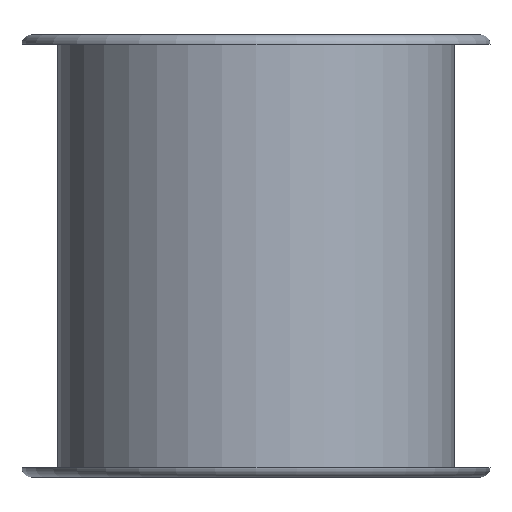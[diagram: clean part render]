
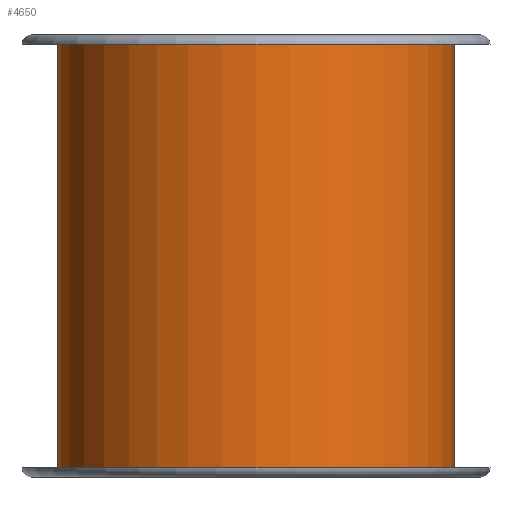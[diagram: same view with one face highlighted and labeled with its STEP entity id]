
A CAD part, front view. The second image highlights one B-rep face of the part: STEP entity #4650.
In plain terms, the highlighted cylindrical face has radius 107.5 mm (diameter 215 mm), a partial arc.
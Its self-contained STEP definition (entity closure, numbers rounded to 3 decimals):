
#423 = DIRECTION ( 'NONE',  ( 1., 0., 0. ) ) ;
#424 = DIRECTION ( 'NONE',  ( 0., 0., 1. ) ) ;
#425 = CARTESIAN_POINT ( 'NONE',  ( 0., 0., -5. ) ) ;
#426 = AXIS2_PLACEMENT_3D ( 'NONE', #425, #424, #423 ) ;
#427 = CIRCLE ( 'NONE', #426, 107.5 ) ;
#428 = CARTESIAN_POINT ( 'NONE',  ( -107.5, 0., -5. ) ) ;
#515 = CARTESIAN_POINT ( 'NONE',  ( 0., 0., -235. ) ) ;
#516 = AXIS2_PLACEMENT_3D ( 'NONE', #515, #578, #577 ) ;
#521 = CIRCLE ( 'NONE', #516, 107.5 ) ;
#553 = CARTESIAN_POINT ( 'NONE',  ( 107.5, 0., -5. ) ) ;
#577 = DIRECTION ( 'NONE',  ( 1., 0., 0. ) ) ;
#578 = DIRECTION ( 'NONE',  ( 0., 0., 1. ) ) ;
#586 = DIRECTION ( 'NONE',  ( 0., 0., 1. ) ) ;
#587 = VECTOR ( 'NONE', #586, 1000. ) ;
#588 = CARTESIAN_POINT ( 'NONE',  ( 107.5, 0., 42.986 ) ) ;
#589 = LINE ( 'NONE', #588, #587 ) ;
#595 = DIRECTION ( 'NONE',  ( 0., 0., 1. ) ) ;
#596 = VECTOR ( 'NONE', #595, 1000. ) ;
#597 = CARTESIAN_POINT ( 'NONE',  ( -107.5, 0., 42.986 ) ) ;
#598 = LINE ( 'NONE', #597, #596 ) ;
#599 = CARTESIAN_POINT ( 'NONE',  ( -107.5, 0., -235. ) ) ;
#600 = CARTESIAN_POINT ( 'NONE',  ( 107.5, 0., -235. ) ) ;
#774 = FACE_OUTER_BOUND ( 'NONE', #4651, .T. ) ;
#833 = DIRECTION ( 'NONE',  ( 1., 0., 0. ) ) ;
#834 = DIRECTION ( 'NONE',  ( 0., 0., 1. ) ) ;
#835 = CARTESIAN_POINT ( 'NONE',  ( 0., 0., 42.986 ) ) ;
#836 = AXIS2_PLACEMENT_3D ( 'NONE', #835, #834, #833 ) ;
#838 = CYLINDRICAL_SURFACE ( 'NONE', #836, 107.5 ) ;
#4456 = VERTEX_POINT ( 'NONE', #428 ) ;
#4458 = EDGE_CURVE ( 'NONE', #4456, #4513, #427, .T. ) ;
#4502 = EDGE_CURVE ( 'NONE', #4521, #4520, #521, .T. ) ;
#4513 = VERTEX_POINT ( 'NONE', #553 ) ;
#4520 = VERTEX_POINT ( 'NONE', #600 ) ;
#4521 = VERTEX_POINT ( 'NONE', #599 ) ;
#4523 = EDGE_CURVE ( 'NONE', #4521, #4456, #598, .T. ) ;
#4527 = EDGE_CURVE ( 'NONE', #4520, #4513, #589, .T. ) ;
#4576 = ORIENTED_EDGE ( 'NONE', *, *, #4502, .T. ) ;
#4577 = ORIENTED_EDGE ( 'NONE', *, *, #4527, .T. ) ;
#4578 = ORIENTED_EDGE ( 'NONE', *, *, #4458, .F. ) ;
#4650 = ADVANCED_FACE ( 'NONE', ( #774 ), #838, .T. ) ;
#4651 = EDGE_LOOP ( 'NONE', ( #4652, #4576, #4577, #4578 ) ) ;
#4652 = ORIENTED_EDGE ( 'NONE', *, *, #4523, .F. ) ;
